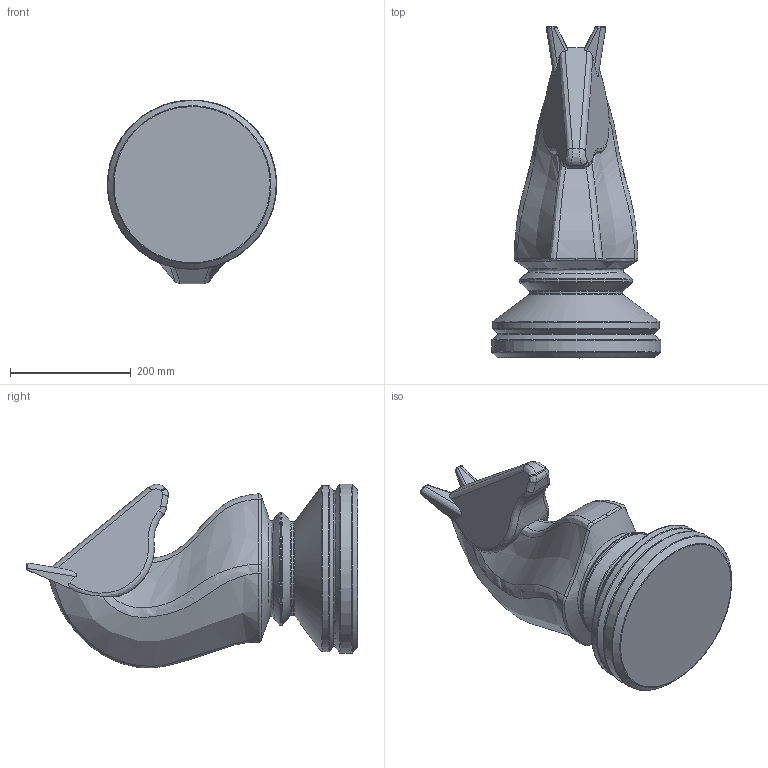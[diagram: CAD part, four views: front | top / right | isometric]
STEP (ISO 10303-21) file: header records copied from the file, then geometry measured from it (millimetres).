
FILE_DESCRIPTION ((), '1');
FILE_NAME ('Rio_Fortian__Hooby__Chess_Pieces__Knight.stp', '2019-06-17T08:48:15', ('Unknown'), ('Unknown'), 'HarmonyWare STEP v1.7.11', 'HarmonyWare Translators', '');
FILE_SCHEMA (('CONFIG_CONTROL_DESIGN'));
Length unit declared in the file: centimetre
Products named in the file (1): Knight
Bounding box: 279.9 x 548.81 x 304.16 mm (x, y, z)
Volume: 14487464.9 mm3; surface area: 448050.7 mm2
Topology: 1 solids, 1 shells, 101 faces, 239 edges, 140 vertices
Faces by surface type: bspline 101
Entity records: 29399 total; most frequent: CARTESIAN_POINT 27913, ORIENTED_EDGE 478, EDGE_CURVE 239, B_SPLINE_CURVE_WITH_KNOTS 188, VERTEX_POINT 140, EDGE_LOOP 101, FACE_OUTER_BOUND 101, ADVANCED_FACE 101
